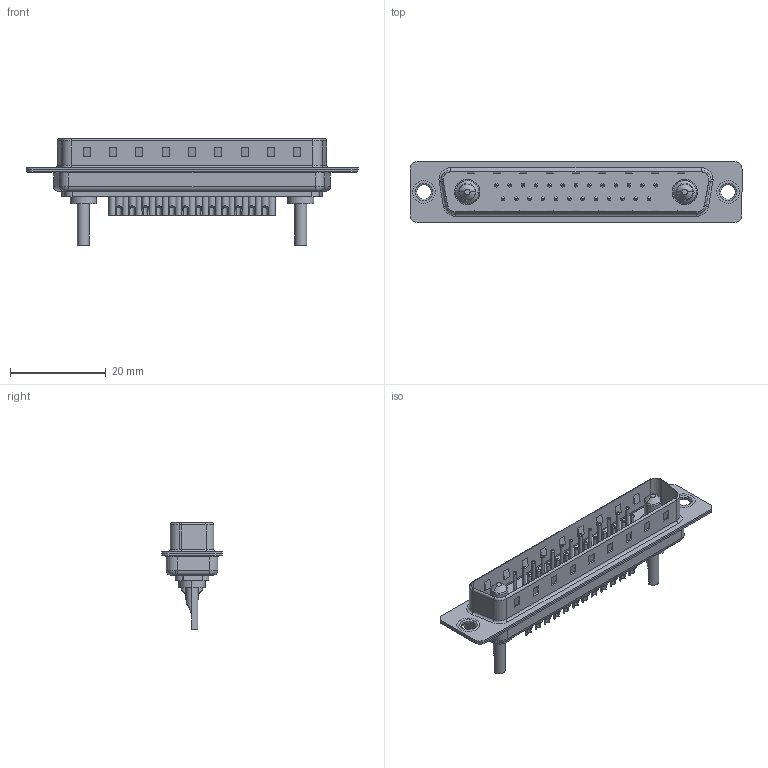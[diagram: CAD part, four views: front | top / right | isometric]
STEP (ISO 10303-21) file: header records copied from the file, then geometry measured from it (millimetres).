
FILE_DESCRIPTION (( 'STEP AP203' ), '1' );
FILE_NAME ('627-27W2222-1T1.STEP', '2019-05-30T00:15:42', ( '' ), ( '' ), 'SwSTEP 2.0', 'SolidWorks 2016', '' );
FILE_SCHEMA (( 'CONFIG_CONTROL_DESIGN' ));
Length unit declared in the file: millimetre
Products named in the file (8): 627Combo Housing_27W2; 627Combo Shell Rear_37 Contacts; 627Combo Shell Front_37 Contacts; 627Combo Thru Hole Rivet; 627-27W2222-1T1; Power Pin_10A SC; 627Combo Contact Row 1_22; 627Combo Contact Row 2_22
Assembly tree (32 placements, depth 2):
  627-27W2222-1T1
    627Combo Housing_27W2
    627Combo Shell Rear_37 Contacts
    627Combo Shell Front_37 Contacts
    627Combo Thru Hole Rivet  x2
    Power Pin_10A SC  x2
    627Combo Contact Row 1_22  x13
    627Combo Contact Row 2_22  x12
Bounding box: 69.3 x 12.6 x 22.3 mm (x, y, z)
Volume: 3851.3 mm3; surface area: 9206.4 mm2
Topology: 34 solids, 34 shells, 1401 faces, 3273 edges, 2003 vertices
Faces by surface type: cylinder 569, plane 452, torus 312, cone 64, bspline 4
Entity records: 21700 total; most frequent: DIRECTION 3720, CARTESIAN_POINT 3603, ORIENTED_EDGE 3240, EDGE_CURVE 1620, AXIS2_PLACEMENT_3D 1434, VERTEX_POINT 1031, VECTOR 852, LINE 852
